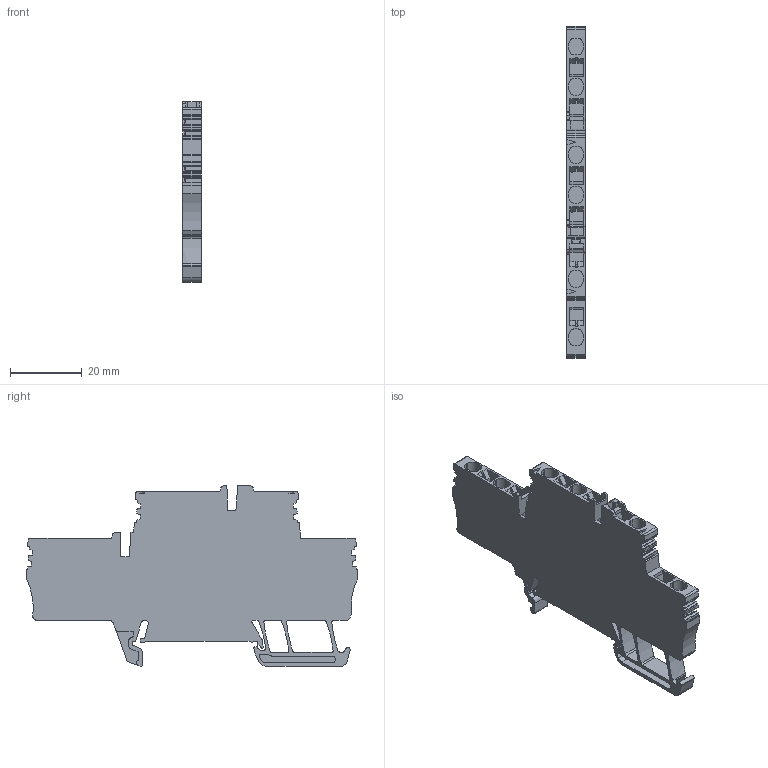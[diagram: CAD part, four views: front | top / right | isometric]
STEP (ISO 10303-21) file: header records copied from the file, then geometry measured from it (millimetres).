
FILE_DESCRIPTION(('CATIA V5R22 STEP214','CAx-IF Rec.Pracs.--- Model Styling and Organization---1.4--- 2014-01-23'),'2;1');
FILE_NAME ('026530-2_1', '2020-09-15T13:12:49+00:00', ('Weidmueller Interface'), ('Weidmueller'), 'CATIA Version 5-6 Release 2016 SP3 HF44', 'CATIA V5 STEP AP214', 'none');
FILE_SCHEMA(('AUTOMOTIVE_DESIGN { 1 0 10303 214 1 1 1 1 }'));
Length unit declared in the file: millimetre
Products named in the file (1): 1924480000
Bounding box: 5.1 x 92.6 x 50.45 mm (x, y, z)
Volume: 13577.5 mm3; surface area: 9992.5 mm2
Topology: 1 solids, 1 shells, 590 faces, 1725 edges, 1143 vertices
Faces by surface type: plane 390, cylinder 189, cone 7, sphere 2, torus 2
Entity records: 18680 total; most frequent: ORIENTED_EDGE 3446, CARTESIAN_POINT 3433, DIRECTION 2685, EDGE_CURVE 1723, VECTOR 1307, LINE 1307, VERTEX_POINT 1143, AXIS2_PLACEMENT_3D 882
